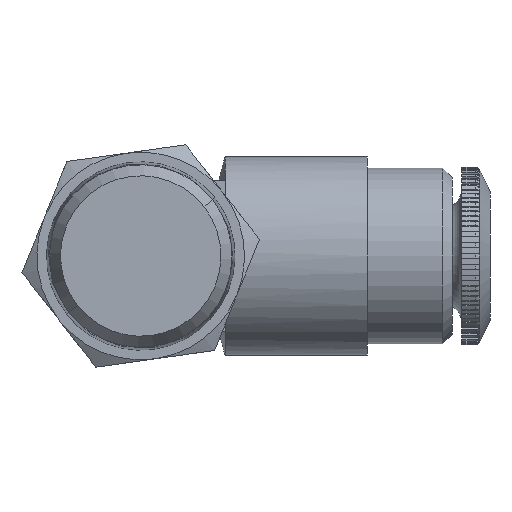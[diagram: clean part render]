
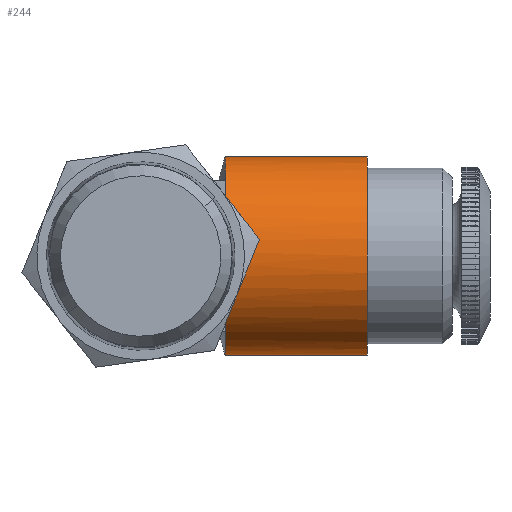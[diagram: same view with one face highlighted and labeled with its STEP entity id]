
A CAD part, front view. The second image highlights one B-rep face of the part: STEP entity #244.
In plain terms, the highlighted cylindrical face has radius 5.25 mm (diameter 10.5 mm), a partial arc.
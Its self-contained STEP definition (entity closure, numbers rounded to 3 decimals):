
#244 = ADVANCED_FACE ( 'NONE', ( #9110 ), #9107, .T. ) ;
#582 = ORIENTED_EDGE ( 'NONE', *, *, #1533, .F. ) ;
#583 = ORIENTED_EDGE ( 'NONE', *, *, #1524, .T. ) ;
#584 = ORIENTED_EDGE ( 'NONE', *, *, #1532, .T. ) ;
#585 = ORIENTED_EDGE ( 'NONE', *, *, #1523, .F. ) ;
#586 = ORIENTED_EDGE ( 'NONE', *, *, #1522, .F. ) ;
#587 = ORIENTED_EDGE ( 'NONE', *, *, #1527, .T. ) ;
#588 = ORIENTED_EDGE ( 'NONE', *, *, #1521, .F. ) ;
#589 = ORIENTED_EDGE ( 'NONE', *, *, #1545, .F. ) ;
#1104 =( BOUNDED_CURVE ( )  B_SPLINE_CURVE ( 3, ( #8560, #8543, #8556, #8561 ),
 .UNSPECIFIED., .F., .F. ) 
 B_SPLINE_CURVE_WITH_KNOTS ( ( 4, 4 ),
 ( 5.731, 6.836 ),
 .UNSPECIFIED. ) 
 CURVE ( )  GEOMETRIC_REPRESENTATION_ITEM ( )  RATIONAL_B_SPLINE_CURVE ( ( 1., 0.901, 0.901, 1. ) ) 
 REPRESENTATION_ITEM ( '' )  );
#1521 = EDGE_CURVE ( 'NONE', #2915, #2899, #9313, .T. ) ;
#1522 = EDGE_CURVE ( 'NONE', #2900, #2901, #9316, .T. ) ;
#1523 = EDGE_CURVE ( 'NONE', #2901, #2918, #9315, .T. ) ;
#1524 = EDGE_CURVE ( 'NONE', #2908, #2912, #9317, .T. ) ;
#1527 = EDGE_CURVE ( 'NONE', #2900, #2899, #1104, .T. ) ;
#1532 = EDGE_CURVE ( 'NONE', #2912, #2918, #1572, .T. ) ;
#1533 = EDGE_CURVE ( 'NONE', #2908, #2917, #1575, .T. ) ;
#1545 = EDGE_CURVE ( 'NONE', #2917, #2915, #1585, .T. ) ;
#1572 = LINE ( 'NONE', #8572, #1576 ) ;
#1575 = LINE ( 'NONE', #8574, #1578 ) ;
#1576 = VECTOR ( 'NONE', #8573, 1000. ) ;
#1578 = VECTOR ( 'NONE', #8575, 1000. ) ;
#1585 = CIRCLE ( 'NONE', #4016, 5.25 ) ;
#2899 = VERTEX_POINT ( 'NONE', #7771 ) ;
#2900 = VERTEX_POINT ( 'NONE', #7772 ) ;
#2901 = VERTEX_POINT ( 'NONE', #7773 ) ;
#2908 = VERTEX_POINT ( 'NONE', #7780 ) ;
#2912 = VERTEX_POINT ( 'NONE', #7784 ) ;
#2915 = VERTEX_POINT ( 'NONE', #7787 ) ;
#2917 = VERTEX_POINT ( 'NONE', #7789 ) ;
#2918 = VERTEX_POINT ( 'NONE', #7790 ) ;
#3937 = AXIS2_PLACEMENT_3D ( 'NONE', #8398, #8399, #8397 ) ;
#4004 = AXIS2_PLACEMENT_3D ( 'NONE', #8540, #8541, #8542 ) ;
#4005 = AXIS2_PLACEMENT_3D ( 'NONE', #8544, #8545, #8546 ) ;
#4006 = AXIS2_PLACEMENT_3D ( 'NONE', #8547, #8548, #8549 ) ;
#4007 = AXIS2_PLACEMENT_3D ( 'NONE', #8550, #8551, #8552 ) ;
#4016 = AXIS2_PLACEMENT_3D ( 'NONE', #8618, #8619, #8620 ) ;
#7771 = CARTESIAN_POINT ( 'NONE',  ( 4.469, 13.531, -2.755 ) ) ;
#7772 = CARTESIAN_POINT ( 'NONE',  ( 4.469, 13.531, 2.755 ) ) ;
#7773 = CARTESIAN_POINT ( 'NONE',  ( 4.469, 14.6, 4. ) ) ;
#7780 = CARTESIAN_POINT ( 'NONE',  ( 12., 18., -5.25 ) ) ;
#7784 = CARTESIAN_POINT ( 'NONE',  ( 12., 18., 5.25 ) ) ;
#7787 = CARTESIAN_POINT ( 'NONE',  ( 4.469, 14.6, -4. ) ) ;
#7789 = CARTESIAN_POINT ( 'NONE',  ( 4.469, 18., -5.25 ) ) ;
#7790 = CARTESIAN_POINT ( 'NONE',  ( 4.469, 18., 5.25 ) ) ;
#8242 = EDGE_LOOP ( 'NONE', ( #582, #583, #584, #585, #586, #587, #588, #589 ) ) ;
#8397 = DIRECTION ( 'NONE',  ( 0., 0., 1. ) ) ;
#8398 = CARTESIAN_POINT ( 'NONE',  ( 0., 18., 0. ) ) ;
#8399 = DIRECTION ( 'NONE',  ( -1., 0., 0. ) ) ;
#8540 = CARTESIAN_POINT ( 'NONE',  ( 4.469, 18., 0. ) ) ;
#8541 = DIRECTION ( 'NONE',  ( -1., 0., 0. ) ) ;
#8542 = DIRECTION ( 'NONE',  ( 0., 0., 1. ) ) ;
#8543 = CARTESIAN_POINT ( 'NONE',  ( 5.539, 12.461, 1.02 ) ) ;
#8544 = CARTESIAN_POINT ( 'NONE',  ( 4.469, 18., 0. ) ) ;
#8545 = DIRECTION ( 'NONE',  ( -1., 0., 0. ) ) ;
#8546 = DIRECTION ( 'NONE',  ( 0., 0., 1. ) ) ;
#8547 = CARTESIAN_POINT ( 'NONE',  ( 4.469, 18., 0. ) ) ;
#8548 = DIRECTION ( 'NONE',  ( -1., 0., 0. ) ) ;
#8549 = DIRECTION ( 'NONE',  ( 0., 0., 1. ) ) ;
#8550 = CARTESIAN_POINT ( 'NONE',  ( 12., 18., 0. ) ) ;
#8551 = DIRECTION ( 'NONE',  ( -1., 0., 0. ) ) ;
#8552 = DIRECTION ( 'NONE',  ( 0., 0., -1. ) ) ;
#8556 = CARTESIAN_POINT ( 'NONE',  ( 5.539, 12.461, -1.02 ) ) ;
#8560 = CARTESIAN_POINT ( 'NONE',  ( 4.469, 13.531, 2.755 ) ) ;
#8561 = CARTESIAN_POINT ( 'NONE',  ( 4.469, 13.531, -2.755 ) ) ;
#8572 = CARTESIAN_POINT ( 'NONE',  ( 0., 18., 5.25 ) ) ;
#8573 = DIRECTION ( 'NONE',  ( -1., 0., 0. ) ) ;
#8574 = CARTESIAN_POINT ( 'NONE',  ( 0., 18., -5.25 ) ) ;
#8575 = DIRECTION ( 'NONE',  ( -1., 0., 0. ) ) ;
#8618 = CARTESIAN_POINT ( 'NONE',  ( 4.469, 18., 0. ) ) ;
#8619 = DIRECTION ( 'NONE',  ( -1., 0., 0. ) ) ;
#8620 = DIRECTION ( 'NONE',  ( 0., 0., 1. ) ) ;
#9107 = CYLINDRICAL_SURFACE ( 'NONE', #3937, 5.25 ) ;
#9110 = FACE_OUTER_BOUND ( 'NONE', #8242, .T. ) ;
#9313 = CIRCLE ( 'NONE', #4004, 5.25 ) ;
#9315 = CIRCLE ( 'NONE', #4006, 5.25 ) ;
#9316 = CIRCLE ( 'NONE', #4005, 5.25 ) ;
#9317 = CIRCLE ( 'NONE', #4007, 5.25 ) ;
